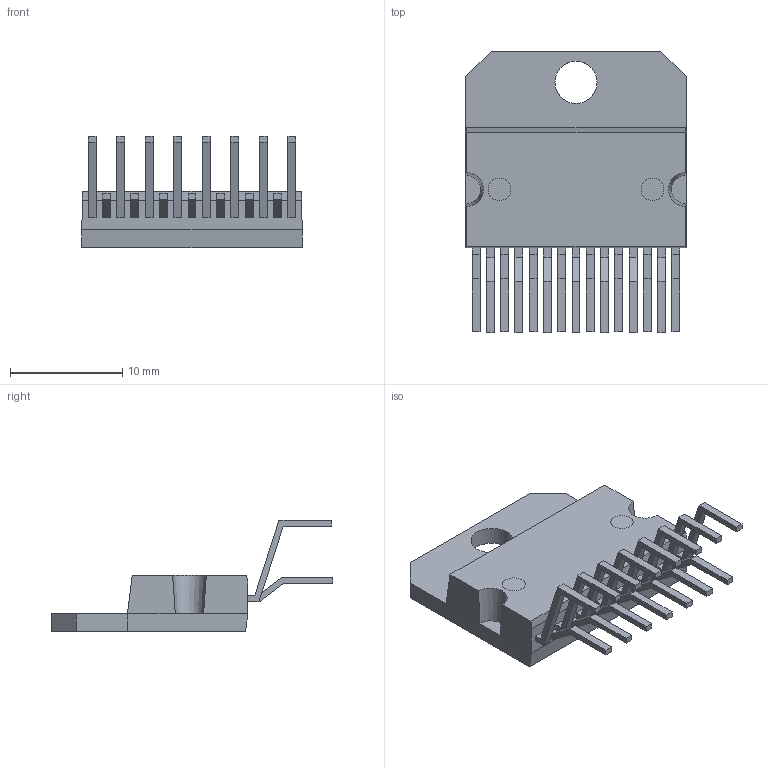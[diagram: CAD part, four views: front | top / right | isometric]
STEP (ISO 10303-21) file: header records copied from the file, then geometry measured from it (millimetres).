
FILE_DESCRIPTION (( 'STEP AP214' ), '1' );
FILE_NAME ('L298_15P.STEP', '2016-08-03T19:22:27', ( 'NgocHoang' ), ( '' ), 'SwSTEP 2.0', 'SolidWorks 2010', '' );
FILE_SCHEMA (( 'AUTOMOTIVE_DESIGN' ));
Length unit declared in the file: millimetre
Products named in the file (1): L298_15P
Bounding box: 19.6 x 25.07 x 9.89 mm (x, y, z)
Volume: 1252.5 mm3; surface area: 1368.2 mm2
Topology: 1 solids, 1 shells, 166 faces, 429 edges, 282 vertices
Faces by surface type: plane 158, cylinder 6, cone 2
Entity records: 5249 total; most frequent: CARTESIAN_POINT 902, ORIENTED_EDGE 858, DIRECTION 775, EDGE_CURVE 429, LINE 409, VECTOR 409, VERTEX_POINT 282, EDGE_LOOP 185
